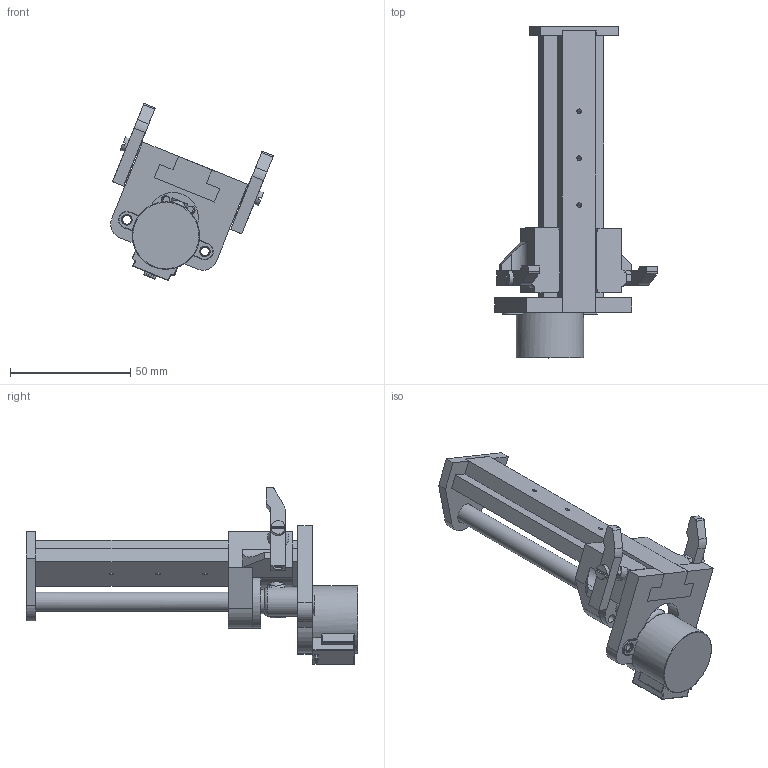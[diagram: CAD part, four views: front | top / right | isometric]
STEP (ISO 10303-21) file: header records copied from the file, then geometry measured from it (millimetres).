
FILE_DESCRIPTION(/* description */ (''),/* implementation_level */ '2;1');
FILE_NAME(/* name */ 'WidePusher.step',/* time_stamp */ '2024-07-30T12:49:19+02:00',/* author */ (''),/* organization */ (''),/* preprocessor_version */ 'ST-DEVELOPER v20',/* originating_system */ 'Autodesk Translation Framework v13.14.0.145',/* authorisation */ '');
FILE_SCHEMA (('AUTOMOTIVE_DESIGN { 1 0 10303 214 3 1 1 }'));
Length unit declared in the file: millimetre
Products named in the file (2): WidePusher; Stepper_28BYJ-48.f3d
Assembly tree (1 placements, depth 2):
  WidePusher
    Stepper_28BYJ-48.f3d
Bounding box: 67.66 x 138 x 73.58 mm (x, y, z)
Volume: 77130.2 mm3; surface area: 37405.8 mm2
Topology: 22 solids, 22 shells, 417 faces, 1021 edges, 653 vertices
Faces by surface type: plane 209, cylinder 117, bspline 52, torus 23, cone 11, sphere 5
Full cylindrical faces by diameter (mm): 1 x2, 2 x6, 2.2 x2, 2.7 x8, 3 x4, 3.4 x2, 3.5 x4, 3.6 x2, 4 x2, 5 x1, 5.09 x1, 6 x2, 7 x2, 8 x3, 8.6 x1, 9 x1, 10 x3, 12 x1, 21 x1, 22 x1, 28 x1
Entity records: 16265 total; most frequent: CARTESIAN_POINT 6209, ORIENTED_EDGE 2040, DIRECTION 1971, EDGE_CURVE 1020, AXIS2_PLACEMENT_3D 707, VERTEX_POINT 653, LINE 557, VECTOR 557
